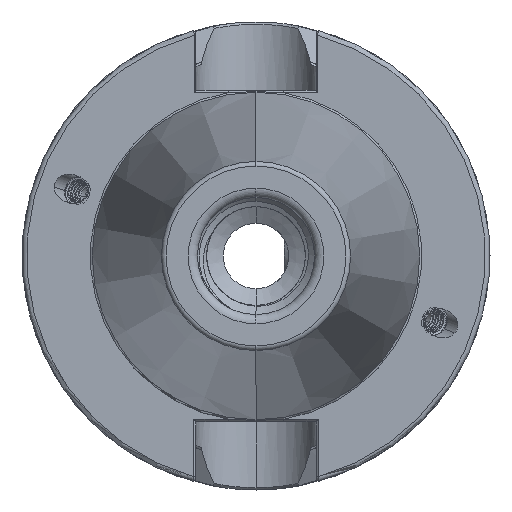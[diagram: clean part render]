
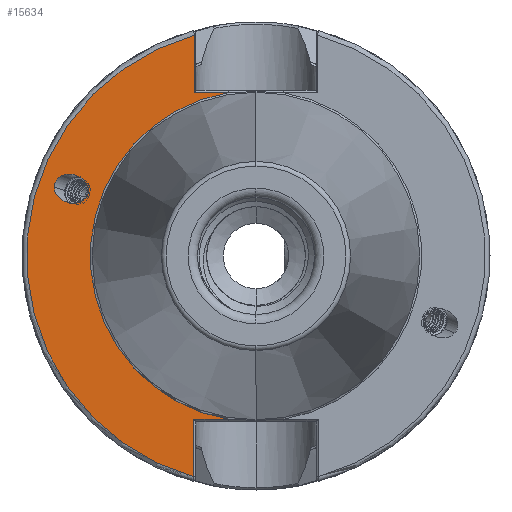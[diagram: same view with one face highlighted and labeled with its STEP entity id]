
A CAD part, left-side view. The second image highlights one B-rep face of the part: STEP entity #15634.
In plain terms, the highlighted planar face has unit normal (-1, 0, 0).
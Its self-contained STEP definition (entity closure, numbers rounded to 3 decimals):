
#252 = FACE_OUTER_BOUND ( 'NONE', #4835, .T. ) ;
#277 = FACE_BOUND ( 'NONE', #4834, .T. ) ;
#4399 = CARTESIAN_POINT ( 'NONE',  ( 0., 13.279, -35.4 ) ) ;
#4422 = DIRECTION ( 'NONE',  ( 0., -1., 0. ) ) ;
#4436 = CARTESIAN_POINT ( 'NONE',  ( 0., -12.85, -34.9 ) ) ;
#4493 = DIRECTION ( 'NONE',  ( 0., 0., 1. ) ) ;
#4568 = CARTESIAN_POINT ( 'NONE',  ( 0., 35.968, 13.091 ) ) ;
#4573 = CARTESIAN_POINT ( 'NONE',  ( 0., 35.816, 13.963 ) ) ;
#4616 = CARTESIAN_POINT ( 'NONE',  ( 0., 43.118, 14.766 ) ) ;
#4834 = EDGE_LOOP ( 'NONE', ( #16363, #16356, #16346 ) ) ;
#4835 = EDGE_LOOP ( 'NONE', ( #16348, #16365, #14453, #14454, #14455, #14443 ) ) ;
#5289 =( BOUNDED_CURVE ( )  B_SPLINE_CURVE ( 3, ( #13447, #13443, #13444, #13418 ),
 .UNSPECIFIED., .F., .T. ) 
 B_SPLINE_CURVE_WITH_KNOTS ( ( 4, 4 ),
 ( 0., 0.29 ),
 .UNSPECIFIED. ) 
 CURVE ( )  GEOMETRIC_REPRESENTATION_ITEM ( )  RATIONAL_B_SPLINE_CURVE ( ( 1., 0.993, 0.993, 1. ) ) 
 REPRESENTATION_ITEM ( '' )  );
#5346 = CARTESIAN_POINT ( 'NONE',  ( 0., 13.194, 34.9 ) ) ;
#5389 = CARTESIAN_POINT ( 'NONE',  ( 0., 5.916, 34.9 ) ) ;
#5511 = CARTESIAN_POINT ( 'NONE',  ( 0., 13.279, -47.166 ) ) ;
#5529 = CARTESIAN_POINT ( 'NONE',  ( 0., 13.194, 47.19 ) ) ;
#5532 = CARTESIAN_POINT ( 'NONE',  ( 0., 13.279, -34.9 ) ) ;
#5549 = CARTESIAN_POINT ( 'NONE',  ( 0., 5.916, -34.9 ) ) ;
#6204 = PLANE ( 'NONE',  #9358 ) ;
#6211 = CARTESIAN_POINT ( 'NONE',  ( 0., 35.398, 0. ) ) ;
#6212 = DIRECTION ( 'NONE',  ( -1., 0., 0. ) ) ;
#6219 = DIRECTION ( 'NONE',  ( 0., 0., 1. ) ) ;
#6982 = CARTESIAN_POINT ( 'NONE',  ( 0., 0., 0. ) ) ;
#6983 = DIRECTION ( 'NONE',  ( 1., 0., 0. ) ) ;
#6997 = DIRECTION ( 'NONE',  ( 0., 0., -1. ) ) ;
#7098 = CARTESIAN_POINT ( 'NONE',  ( 0., 37.57, 8.69 ) ) ;
#7106 = DIRECTION ( 'NONE',  ( 0., 1., 0. ) ) ;
#7120 = CARTESIAN_POINT ( 'NONE',  ( 0., 43.118, 14.766 ) ) ;
#7121 = CARTESIAN_POINT ( 'NONE',  ( 0., 35.968, 13.091 ) ) ;
#7133 = CARTESIAN_POINT ( 'NONE',  ( 0., 43.118, 9.99 ) ) ;
#7135 = CARTESIAN_POINT ( 'NONE',  ( 0., 35.398, 34.9 ) ) ;
#8210 = CARTESIAN_POINT ( 'NONE',  ( 0., 35.816, 13.963 ) ) ;
#8222 = CARTESIAN_POINT ( 'NONE',  ( 0., 43.118, 20.987 ) ) ;
#8249 = CARTESIAN_POINT ( 'NONE',  ( 0., 43.118, 14.766 ) ) ;
#8260 = CARTESIAN_POINT ( 'NONE',  ( 0., 35.816, 20.184 ) ) ;
#9358 = AXIS2_PLACEMENT_3D ( 'NONE', #6211, #6212, #6219 ) ;
#11428 = VECTOR ( 'NONE', #4422, 1000. ) ;
#11432 = VECTOR ( 'NONE', #14435, 1000. ) ;
#11454 = VECTOR ( 'NONE', #4493, 1000. ) ;
#11455 = LINE ( 'NONE', #14420, #11432 ) ;
#11462 = LINE ( 'NONE', #4436, #11428 ) ;
#11468 = LINE ( 'NONE', #4399, #11454 ) ;
#11483 = CIRCLE ( 'NONE', #16095, 35.398 ) ;
#11837 = LINE ( 'NONE', #7135, #11839 ) ;
#11839 = VECTOR ( 'NONE', #7106, 1000. ) ;
#11855 = CIRCLE ( 'NONE', #16174, 49. ) ;
#12152 = VERTEX_POINT ( 'NONE', #4616 ) ;
#12158 = VERTEX_POINT ( 'NONE', #4573 ) ;
#12165 = VERTEX_POINT ( 'NONE', #4568 ) ;
#13418 = CARTESIAN_POINT ( 'NONE',  ( 0., 35.816, 13.963 ) ) ;
#13443 = CARTESIAN_POINT ( 'NONE',  ( 0., 35.867, 13.369 ) ) ;
#13444 = CARTESIAN_POINT ( 'NONE',  ( 0., 35.816, 13.662 ) ) ;
#13447 = CARTESIAN_POINT ( 'NONE',  ( 0., 35.968, 13.091 ) ) ;
#13555 =( BOUNDED_CURVE ( )  B_SPLINE_CURVE ( 3, ( #7120, #7133, #7098, #7121 ),
 .UNSPECIFIED., .F., .F. ) 
 B_SPLINE_CURVE_WITH_KNOTS ( ( 4, 4 ),
 ( 3.431, 6.283 ),
 .UNSPECIFIED. ) 
 CURVE ( )  GEOMETRIC_REPRESENTATION_ITEM ( )  RATIONAL_B_SPLINE_CURVE ( ( 1., 0.43, 0.43, 1. ) ) 
 REPRESENTATION_ITEM ( '' )  );
#14414 = DIRECTION ( 'NONE',  ( 1., 0., 0. ) ) ;
#14420 = CARTESIAN_POINT ( 'NONE',  ( 0., 13.194, 0. ) ) ;
#14422 = DIRECTION ( 'NONE',  ( 0., 0., -1. ) ) ;
#14435 = DIRECTION ( 'NONE',  ( 0., 0., 1. ) ) ;
#14436 = CARTESIAN_POINT ( 'NONE',  ( 0., 0., 0. ) ) ;
#14443 = ORIENTED_EDGE ( 'NONE', *, *, #14507, .T. ) ;
#14453 = ORIENTED_EDGE ( 'NONE', *, *, #14480, .T. ) ;
#14454 = ORIENTED_EDGE ( 'NONE', *, *, #14503, .T. ) ;
#14455 = ORIENTED_EDGE ( 'NONE', *, *, #14970, .T. ) ;
#14480 = EDGE_CURVE ( 'NONE', #15848, #15849, #11462, .T. ) ;
#14488 = EDGE_CURVE ( 'NONE', #15838, #15848, #11468, .T. ) ;
#14503 = EDGE_CURVE ( 'NONE', #15849, #16314, #11483, .T. ) ;
#14507 = EDGE_CURVE ( 'NONE', #16298, #15842, #11455, .T. ) ;
#14612 = EDGE_CURVE ( 'NONE', #12165, #12158, #5289, .T. ) ;
#14666 = EDGE_CURVE ( 'NONE', #12158, #12152, #15966, .T. ) ;
#14953 = EDGE_CURVE ( 'NONE', #15838, #15842, #11855, .T. ) ;
#14970 = EDGE_CURVE ( 'NONE', #16314, #16298, #11837, .T. ) ;
#14973 = EDGE_CURVE ( 'NONE', #12152, #12165, #13555, .T. ) ;
#15634 = ADVANCED_FACE ( 'NONE', ( #277, #252 ), #6204, .T. ) ;
#15838 = VERTEX_POINT ( 'NONE', #5511 ) ;
#15842 = VERTEX_POINT ( 'NONE', #5529 ) ;
#15848 = VERTEX_POINT ( 'NONE', #5532 ) ;
#15849 = VERTEX_POINT ( 'NONE', #5549 ) ;
#15966 =( BOUNDED_CURVE ( )  B_SPLINE_CURVE ( 3, ( #8210, #8260, #8222, #8249 ),
 .UNSPECIFIED., .F., .F. ) 
 B_SPLINE_CURVE_WITH_KNOTS ( ( 4, 4 ),
 ( 0.29, 3.431 ),
 .UNSPECIFIED. ) 
 CURVE ( )  GEOMETRIC_REPRESENTATION_ITEM ( )  RATIONAL_B_SPLINE_CURVE ( ( 1., 0.333, 0.333, 1. ) ) 
 REPRESENTATION_ITEM ( '' )  );
#16095 = AXIS2_PLACEMENT_3D ( 'NONE', #14436, #14414, #14422 ) ;
#16174 = AXIS2_PLACEMENT_3D ( 'NONE', #6982, #6983, #6997 ) ;
#16298 = VERTEX_POINT ( 'NONE', #5346 ) ;
#16314 = VERTEX_POINT ( 'NONE', #5389 ) ;
#16346 = ORIENTED_EDGE ( 'NONE', *, *, #14666, .F. ) ;
#16348 = ORIENTED_EDGE ( 'NONE', *, *, #14953, .F. ) ;
#16356 = ORIENTED_EDGE ( 'NONE', *, *, #14973, .F. ) ;
#16363 = ORIENTED_EDGE ( 'NONE', *, *, #14612, .F. ) ;
#16365 = ORIENTED_EDGE ( 'NONE', *, *, #14488, .T. ) ;
